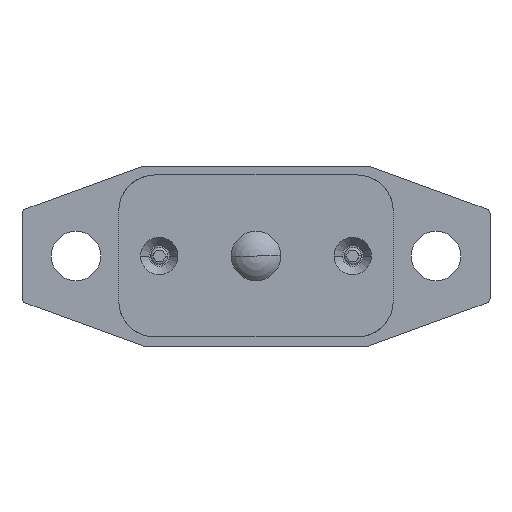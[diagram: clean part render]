
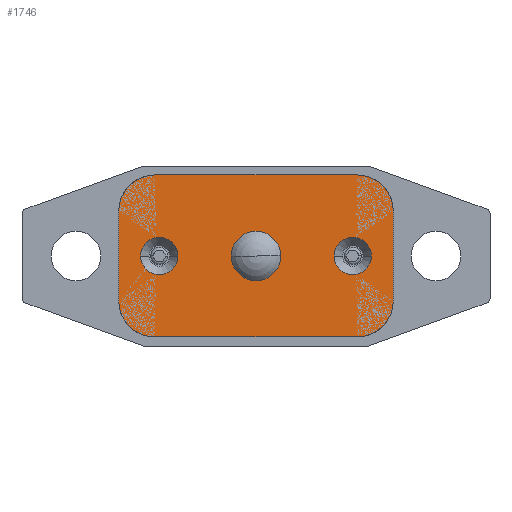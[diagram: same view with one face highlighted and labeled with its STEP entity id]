
A CAD part, front view. The second image highlights one B-rep face of the part: STEP entity #1746.
In plain terms, the highlighted planar face has unit normal (0, -1, 0).
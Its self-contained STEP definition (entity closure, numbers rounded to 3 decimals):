
#93=CARTESIAN_POINT('',(0.,0.2,0.));
#94=DIRECTION('',(0.,-1.,0.));
#95=DIRECTION('',(0.,0.,-1.));
#96=AXIS2_PLACEMENT_3D('',#93,#94,#95);
#98=CARTESIAN_POINT('',(0.,0.2,0.));
#99=DIRECTION('',(0.,-1.,0.));
#100=DIRECTION('',(0.,0.,1.));
#101=AXIS2_PLACEMENT_3D('',#98,#99,#100);
#103=CARTESIAN_POINT('',(-10.75,0.2,0.));
#104=DIRECTION('',(0.,-1.,0.));
#105=DIRECTION('',(-1.,0.,0.));
#106=AXIS2_PLACEMENT_3D('',#103,#104,#105);
#108=CARTESIAN_POINT('',(-10.75,0.2,0.));
#109=DIRECTION('',(0.,-1.,0.));
#110=DIRECTION('',(1.,0.,0.));
#111=AXIS2_PLACEMENT_3D('',#108,#109,#110);
#113=CARTESIAN_POINT('',(10.75,0.2,0.));
#114=DIRECTION('',(0.,-1.,0.));
#115=DIRECTION('',(-1.,0.,0.));
#116=AXIS2_PLACEMENT_3D('',#113,#114,#115);
#118=CARTESIAN_POINT('',(10.75,0.2,0.));
#119=DIRECTION('',(0.,-1.,0.));
#120=DIRECTION('',(1.,0.,0.));
#121=AXIS2_PLACEMENT_3D('',#118,#119,#120);
#196=DIRECTION('',(1.,0.,0.));
#197=VECTOR('',#196,22.5);
#198=CARTESIAN_POINT('',(-11.25,0.2,9.));
#199=LINE('',#198,#197);
#208=CARTESIAN_POINT('',(-11.25,0.2,5.));
#209=DIRECTION('',(0.,1.,0.));
#210=DIRECTION('',(-1.,0.,0.));
#211=AXIS2_PLACEMENT_3D('',#208,#209,#210);
#221=DIRECTION('',(0.,0.,1.));
#222=VECTOR('',#221,10.);
#223=CARTESIAN_POINT('',(-15.25,0.2,-5.));
#224=LINE('',#223,#222);
#229=CARTESIAN_POINT('',(-11.25,0.2,-5.));
#230=DIRECTION('',(0.,1.,0.));
#231=DIRECTION('',(0.,0.,-1.));
#232=AXIS2_PLACEMENT_3D('',#229,#230,#231);
#242=DIRECTION('',(-1.,0.,0.));
#243=VECTOR('',#242,22.5);
#244=CARTESIAN_POINT('',(11.25,0.2,-9.));
#245=LINE('',#244,#243);
#254=CARTESIAN_POINT('',(11.25,0.2,-5.));
#255=DIRECTION('',(0.,1.,0.));
#256=DIRECTION('',(1.,0.,0.));
#257=AXIS2_PLACEMENT_3D('',#254,#255,#256);
#267=DIRECTION('',(0.,0.,-1.));
#268=VECTOR('',#267,10.);
#269=CARTESIAN_POINT('',(15.25,0.2,5.));
#270=LINE('',#269,#268);
#275=CARTESIAN_POINT('',(11.25,0.2,5.));
#276=DIRECTION('',(0.,1.,0.));
#277=DIRECTION('',(0.,0.,1.));
#278=AXIS2_PLACEMENT_3D('',#275,#276,#277);
#1506=CARTESIAN_POINT('',(0.,0.2,-2.75));
#1508=VERTEX_POINT('',#1506);
#1509=CARTESIAN_POINT('',(0.,0.2,2.75));
#1511=VERTEX_POINT('',#1509);
#1514=CARTESIAN_POINT('',(-8.679,0.2,0.));
#1516=VERTEX_POINT('',#1514);
#1517=CARTESIAN_POINT('',(-12.821,0.2,0.));
#1519=VERTEX_POINT('',#1517);
#1526=CARTESIAN_POINT('',(12.821,0.2,0.));
#1528=VERTEX_POINT('',#1526);
#1529=CARTESIAN_POINT('',(8.679,0.2,0.));
#1531=VERTEX_POINT('',#1529);
#1537=CARTESIAN_POINT('',(11.25,0.2,-9.));
#1538=CARTESIAN_POINT('',(-11.25,0.2,-9.));
#1539=VERTEX_POINT('',#1537);
#1540=VERTEX_POINT('',#1538);
#1541=CARTESIAN_POINT('',(-11.25,0.2,9.));
#1542=CARTESIAN_POINT('',(11.25,0.2,9.));
#1543=VERTEX_POINT('',#1541);
#1544=VERTEX_POINT('',#1542);
#1545=CARTESIAN_POINT('',(15.25,0.2,5.));
#1546=VERTEX_POINT('',#1545);
#1547=CARTESIAN_POINT('',(15.25,0.2,-5.));
#1548=VERTEX_POINT('',#1547);
#1549=CARTESIAN_POINT('',(-15.25,0.2,5.));
#1550=VERTEX_POINT('',#1549);
#1551=CARTESIAN_POINT('',(-15.25,0.2,-5.));
#1552=VERTEX_POINT('',#1551);
#1706=CARTESIAN_POINT('',(0.,0.2,0.));
#1707=DIRECTION('',(0.,1.,0.));
#1708=DIRECTION('',(0.,0.,1.));
#1709=AXIS2_PLACEMENT_3D('',#1706,#1707,#1708);
#1710=PLANE('',#1709);
#1712=ORIENTED_EDGE('',*,*,#1711,.T.);
#1714=ORIENTED_EDGE('',*,*,#1713,.T.);
#1716=ORIENTED_EDGE('',*,*,#1715,.T.);
#1718=ORIENTED_EDGE('',*,*,#1717,.T.);
#1720=ORIENTED_EDGE('',*,*,#1719,.T.);
#1722=ORIENTED_EDGE('',*,*,#1721,.T.);
#1724=ORIENTED_EDGE('',*,*,#1723,.T.);
#1726=ORIENTED_EDGE('',*,*,#1725,.T.);
#1727=EDGE_LOOP('',(#1712,#1714,#1716,#1718,#1720,#1722,#1724,#1726));
#1728=FACE_OUTER_BOUND('',#1727,.F.);
#1730=ORIENTED_EDGE('',*,*,#1729,.T.);
#1732=ORIENTED_EDGE('',*,*,#1731,.T.);
#1733=EDGE_LOOP('',(#1730,#1732));
#1734=FACE_BOUND('',#1733,.F.);
#1735=ORIENTED_EDGE('',*,*,#1696,.T.);
#1737=ORIENTED_EDGE('',*,*,#1736,.T.);
#1738=EDGE_LOOP('',(#1735,#1737));
#1739=FACE_BOUND('',#1738,.F.);
#1741=ORIENTED_EDGE('',*,*,#1740,.T.);
#1743=ORIENTED_EDGE('',*,*,#1742,.T.);
#1744=EDGE_LOOP('',(#1741,#1743));
#1745=FACE_BOUND('',#1744,.F.);
#1746=ADVANCED_FACE('',(#1728,#1734,#1739,#1745),#1710,.F.);
#97=CIRCLE('',#96,2.75);
#102=CIRCLE('',#101,2.75);
#107=CIRCLE('',#106,2.071);
#112=CIRCLE('',#111,2.071);
#117=CIRCLE('',#116,2.071);
#122=CIRCLE('',#121,2.071);
#212=CIRCLE('',#211,4.);
#233=CIRCLE('',#232,4.);
#258=CIRCLE('',#257,4.);
#279=CIRCLE('',#278,4.);
#1696=EDGE_CURVE('',#1531,#1528,#117,.T.);
#1711=EDGE_CURVE('',#1539,#1540,#245,.T.);
#1713=EDGE_CURVE('',#1540,#1552,#233,.T.);
#1715=EDGE_CURVE('',#1552,#1550,#224,.T.);
#1717=EDGE_CURVE('',#1550,#1543,#212,.T.);
#1719=EDGE_CURVE('',#1543,#1544,#199,.T.);
#1721=EDGE_CURVE('',#1544,#1546,#279,.T.);
#1723=EDGE_CURVE('',#1546,#1548,#270,.T.);
#1725=EDGE_CURVE('',#1548,#1539,#258,.T.);
#1729=EDGE_CURVE('',#1519,#1516,#107,.T.);
#1731=EDGE_CURVE('',#1516,#1519,#112,.T.);
#1736=EDGE_CURVE('',#1528,#1531,#122,.T.);
#1740=EDGE_CURVE('',#1508,#1511,#97,.T.);
#1742=EDGE_CURVE('',#1511,#1508,#102,.T.);
